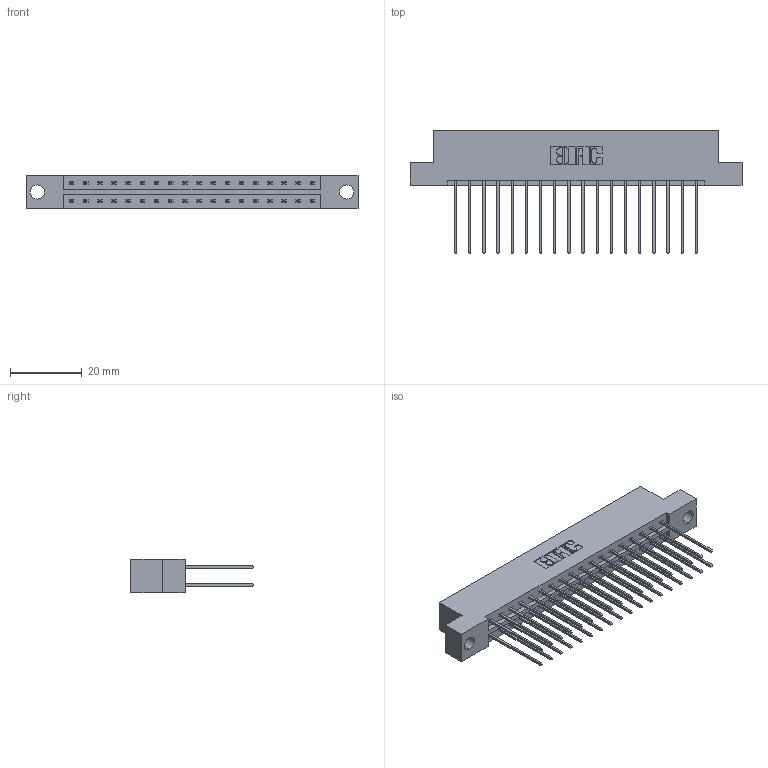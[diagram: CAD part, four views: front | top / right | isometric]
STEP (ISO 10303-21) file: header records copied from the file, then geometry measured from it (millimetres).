
FILE_DESCRIPTION (( 'STEP AP203' ), '1' );
FILE_NAME ('333-036-541-204.STEP', '2018-08-03T01:04:07', ( '' ), ( '' ), 'SwSTEP 2.0', 'SolidWorks 2016', '' );
FILE_SCHEMA (( 'CONFIG_CONTROL_DESIGN' ));
Length unit declared in the file: inch
Products named in the file (3): 333 Part_Flush - .156 Dia - TH; 345-292-001_345-293-141; 333-036-541-204
Assembly tree (37 placements, depth 2):
  333-036-541-204
    333 Part_Flush - .156 Dia - TH
    345-292-001_345-293-141  x36
Bounding box: 92.86 x 34.3 x 9.4 mm (x, y, z)
Volume: 9375 mm3; surface area: 11653.5 mm2
Topology: 37 solids, 37 shells, 1986 faces, 5891 edges, 3878 vertices
Faces by surface type: plane 1366, cylinder 620
Entity records: 14705 total; most frequent: CARTESIAN_POINT 2466, ORIENTED_EDGE 2402, DIRECTION 2149, EDGE_CURVE 1201, LINE 1073, VECTOR 1073, VERTEX_POINT 798, AXIS2_PLACEMENT_3D 538
